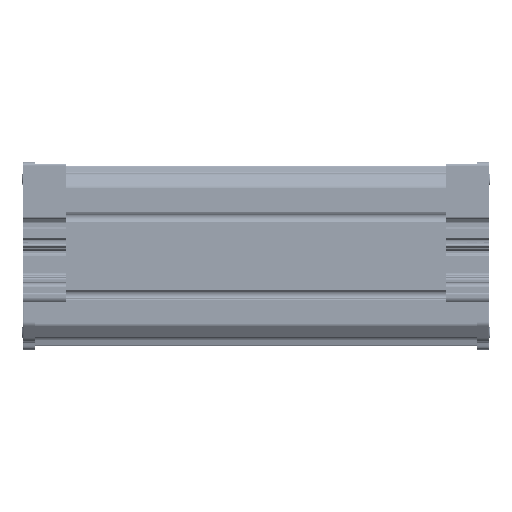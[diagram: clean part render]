
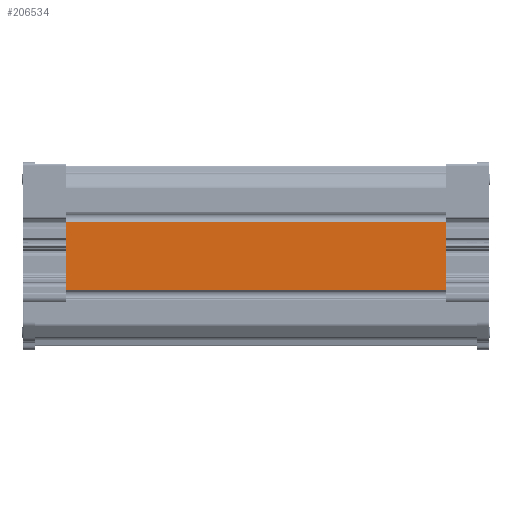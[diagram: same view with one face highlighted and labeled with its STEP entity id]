
A CAD part, front view. The second image highlights one B-rep face of the part: STEP entity #206534.
In plain terms, the highlighted planar face has unit normal (0, -1, 0).
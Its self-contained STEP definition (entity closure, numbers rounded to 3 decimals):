
#2036 = VECTOR ( 'NONE', #59903, 1000. ) ;
#3874 = LINE ( 'NONE', #192437, #130737 ) ;
#13269 = CARTESIAN_POINT ( 'NONE',  ( 0., 0., -15.639 ) ) ;
#14748 = CARTESIAN_POINT ( 'NONE',  ( 0., 0., -15.639 ) ) ;
#17109 = ORIENTED_EDGE ( 'NONE', *, *, #82657, .T. ) ;
#22706 = LINE ( 'NONE', #108379, #2036 ) ;
#29517 = AXIS2_PLACEMENT_3D ( 'NONE', #62134, #177780, #78732 ) ;
#29592 = EDGE_CURVE ( 'NONE', #100217, #206949, #207302, .T. ) ;
#59903 = DIRECTION ( 'NONE',  ( 0., 0., -1. ) ) ;
#62134 = CARTESIAN_POINT ( 'NONE',  ( 0., 0., 15.639 ) ) ;
#66529 = VERTEX_POINT ( 'NONE', #121061 ) ;
#67042 = CARTESIAN_POINT ( 'NONE',  ( 0., 0., 15.639 ) ) ;
#69549 = LINE ( 'NONE', #67042, #196430 ) ;
#78732 = DIRECTION ( 'NONE',  ( 0., 0., -1. ) ) ;
#82657 = EDGE_CURVE ( 'NONE', #66529, #100217, #3874, .T. ) ;
#84266 = ORIENTED_EDGE ( 'NONE', *, *, #29592, .T. ) ;
#93400 = DIRECTION ( 'NONE',  ( 0., 0., -1. ) ) ;
#94717 = ORIENTED_EDGE ( 'NONE', *, *, #161390, .F. ) ;
#100217 = VERTEX_POINT ( 'NONE', #14748 ) ;
#103317 = CARTESIAN_POINT ( 'NONE',  ( 210.5, 0., 15.639 ) ) ;
#108379 = CARTESIAN_POINT ( 'NONE',  ( 210.5, 0., 15.639 ) ) ;
#114902 = FACE_OUTER_BOUND ( 'NONE', #125381, .T. ) ;
#121061 = CARTESIAN_POINT ( 'NONE',  ( 0., 0., 15.639 ) ) ;
#125381 = EDGE_LOOP ( 'NONE', ( #94717, #179413, #17109, #84266 ) ) ;
#129450 = VERTEX_POINT ( 'NONE', #103317 ) ;
#130737 = VECTOR ( 'NONE', #93400, 1000. ) ;
#143648 = CARTESIAN_POINT ( 'NONE',  ( 210.5, 0., -15.639 ) ) ;
#153132 = EDGE_CURVE ( 'NONE', #66529, #129450, #69549, .T. ) ;
#161390 = EDGE_CURVE ( 'NONE', #129450, #206949, #22706, .T. ) ;
#163233 = VECTOR ( 'NONE', #178895, 1000. ) ;
#177780 = DIRECTION ( 'NONE',  ( 0., -1., 0. ) ) ;
#178895 = DIRECTION ( 'NONE',  ( 1., 0., 0. ) ) ;
#179413 = ORIENTED_EDGE ( 'NONE', *, *, #153132, .F. ) ;
#182734 = DIRECTION ( 'NONE',  ( 1., 0., 0. ) ) ;
#192437 = CARTESIAN_POINT ( 'NONE',  ( 0., 0., 15.639 ) ) ;
#196430 = VECTOR ( 'NONE', #182734, 1000. ) ;
#206534 = ADVANCED_FACE ( 'NONE', ( #114902 ), #210358, .T. ) ;
#206949 = VERTEX_POINT ( 'NONE', #143648 ) ;
#207302 = LINE ( 'NONE', #13269, #163233 ) ;
#210358 = PLANE ( 'NONE',  #29517 ) ;
